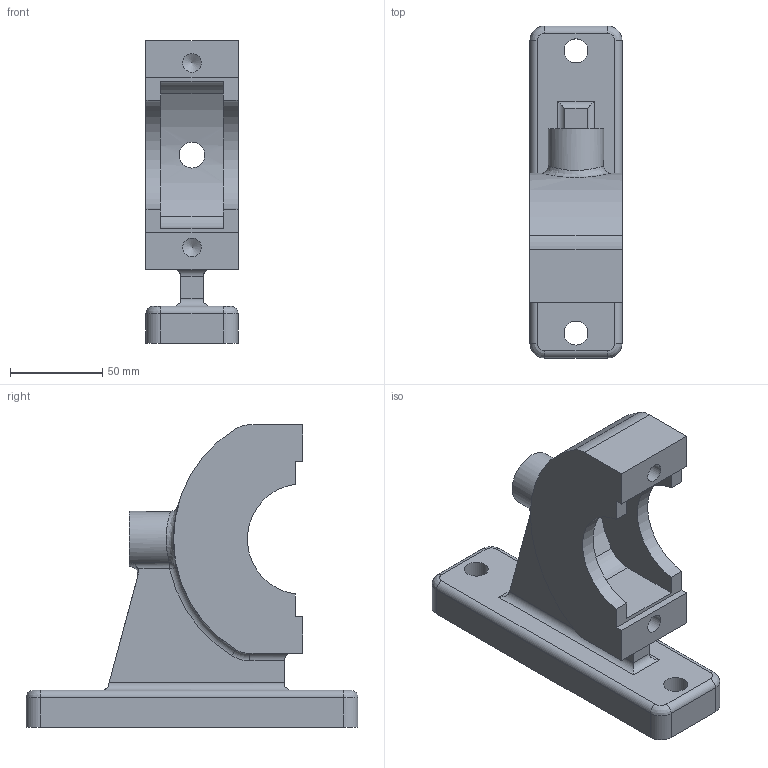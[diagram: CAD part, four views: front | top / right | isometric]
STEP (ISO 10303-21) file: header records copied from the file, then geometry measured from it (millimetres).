
FILE_DESCRIPTION(/* description */ (''),/* implementation_level */ '2;1');
FILE_NAME(/* name */ 'Part 060.stp',/* time_stamp */ '2015-02-23T14:57:12+02:00',/* author */ ('SFC'),/* organization */ (''),/* preprocessor_version */ 'ST-DEVELOPER v15.2',/* originating_system */ 'Autodesk Inventor 2014',/* authorisation */ '');
FILE_SCHEMA (('AUTOMOTIVE_DESIGN { 1 0 10303 214 3 1 1 }'));
Length unit declared in the file: millimetre
Products named in the file (1): Part 060
Bounding box: 50 x 180 x 164 mm (x, y, z)
Volume: 416896 mm3; surface area: 76557.2 mm2
Topology: 1 solids, 1 shells, 71 faces, 181 edges, 113 vertices
Faces by surface type: cylinder 32, plane 25, bspline 6, torus 4, sphere 2, cone 2
Full cylindrical faces by diameter (mm): 10.106 x2, 13 x2, 14 x1, 30 x1
Entity records: 2395 total; most frequent: CARTESIAN_POINT 656, DIRECTION 368, ORIENTED_EDGE 338, EDGE_CURVE 169, AXIS2_PLACEMENT_3D 140, VERTEX_POINT 109, LINE 88, VECTOR 88
